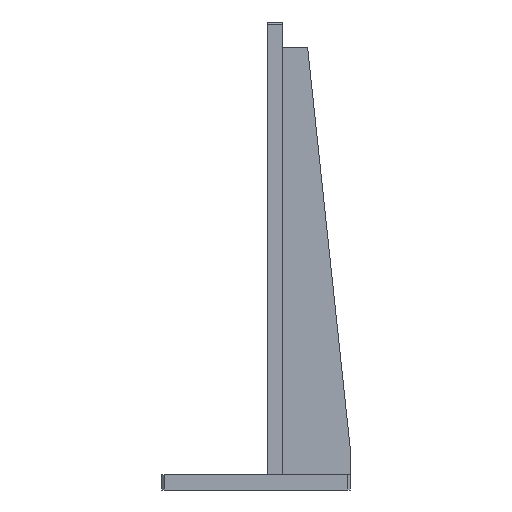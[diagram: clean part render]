
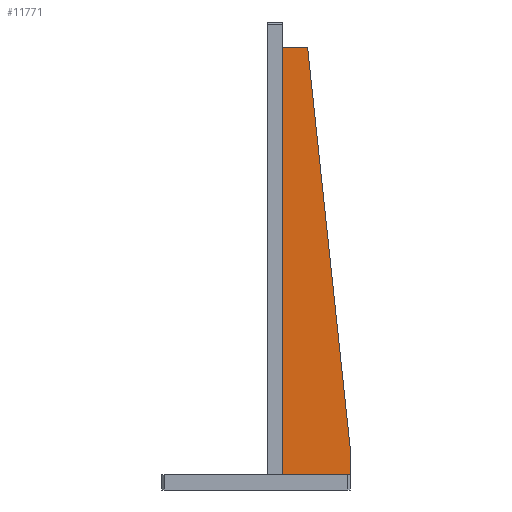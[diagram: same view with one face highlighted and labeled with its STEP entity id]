
A CAD part, left-side view. The second image highlights one B-rep face of the part: STEP entity #11771.
In plain terms, the highlighted planar face has unit normal (-1, 0, 0).
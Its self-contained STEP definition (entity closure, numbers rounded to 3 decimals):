
#515 = VECTOR ( 'NONE', #2123, 1000. ) ;
#950 = ORIENTED_EDGE ( 'NONE', *, *, #3183, .F. ) ;
#1238 = LINE ( 'NONE', #13643, #515 ) ;
#1536 = FACE_OUTER_BOUND ( 'NONE', #15049, .T. ) ;
#1546 = VERTEX_POINT ( 'NONE', #13618 ) ;
#1699 = EDGE_CURVE ( 'NONE', #10982, #14343, #1238, .T. ) ;
#1758 = VERTEX_POINT ( 'NONE', #11239 ) ;
#1786 = DIRECTION ( 'NONE',  ( 0., 1., 0. ) ) ;
#2123 = DIRECTION ( 'NONE',  ( 0., 1., 0. ) ) ;
#2185 = EDGE_CURVE ( 'NONE', #1758, #1546, #10672, .T. ) ;
#2634 = EDGE_CURVE ( 'NONE', #9088, #1758, #12832, .T. ) ;
#3069 = PLANE ( 'NONE',  #9482 ) ;
#3183 = EDGE_CURVE ( 'NONE', #14343, #9088, #12277, .T. ) ;
#4498 = CARTESIAN_POINT ( 'NONE',  ( -56., -66., -246. ) ) ;
#4778 = CARTESIAN_POINT ( 'NONE',  ( -56., -12., 74. ) ) ;
#5047 = VECTOR ( 'NONE', #10279, 1000. ) ;
#5523 = CARTESIAN_POINT ( 'NONE',  ( -56., -32., 74. ) ) ;
#5745 = CARTESIAN_POINT ( 'NONE',  ( -56., -12., -266. ) ) ;
#6319 = CARTESIAN_POINT ( 'NONE',  ( -56., -12., -266. ) ) ;
#6847 = DIRECTION ( 'NONE',  ( 0., -0.106, -0.994 ) ) ;
#7194 = DIRECTION ( 'NONE',  ( 0., -1., 0. ) ) ;
#7426 = VECTOR ( 'NONE', #7194, 1000. ) ;
#7648 = CARTESIAN_POINT ( 'NONE',  ( -56., -12., -266. ) ) ;
#8096 = ORIENTED_EDGE ( 'NONE', *, *, #10094, .F. ) ;
#8347 = CARTESIAN_POINT ( 'NONE',  ( -56., -66., -266. ) ) ;
#8687 = DIRECTION ( 'NONE',  ( 0., 0., 1. ) ) ;
#9088 = VERTEX_POINT ( 'NONE', #4778 ) ;
#9223 = ORIENTED_EDGE ( 'NONE', *, *, #2634, .F. ) ;
#9482 = AXIS2_PLACEMENT_3D ( 'NONE', #7648, #12367, #1786 ) ;
#9933 = VECTOR ( 'NONE', #6847, 1000. ) ;
#10094 = EDGE_CURVE ( 'NONE', #1546, #10982, #11908, .T. ) ;
#10279 = DIRECTION ( 'NONE',  ( 0., 0., -1. ) ) ;
#10672 = LINE ( 'NONE', #5523, #9933 ) ;
#10982 = VERTEX_POINT ( 'NONE', #8347 ) ;
#11239 = CARTESIAN_POINT ( 'NONE',  ( -56., -32., 74. ) ) ;
#11683 = ORIENTED_EDGE ( 'NONE', *, *, #2185, .F. ) ;
#11771 = ADVANCED_FACE ( 'NONE', ( #1536 ), #3069, .F. ) ;
#11908 = LINE ( 'NONE', #4498, #5047 ) ;
#12277 = LINE ( 'NONE', #6319, #14853 ) ;
#12367 = DIRECTION ( 'NONE',  ( 1., 0., 0. ) ) ;
#12832 = LINE ( 'NONE', #14185, #7426 ) ;
#12870 = ORIENTED_EDGE ( 'NONE', *, *, #1699, .F. ) ;
#13618 = CARTESIAN_POINT ( 'NONE',  ( -56., -66., -246. ) ) ;
#13643 = CARTESIAN_POINT ( 'NONE',  ( -56., -66., -266. ) ) ;
#14185 = CARTESIAN_POINT ( 'NONE',  ( -56., -12., 74. ) ) ;
#14343 = VERTEX_POINT ( 'NONE', #5745 ) ;
#14853 = VECTOR ( 'NONE', #8687, 1000. ) ;
#15049 = EDGE_LOOP ( 'NONE', ( #12870, #8096, #11683, #9223, #950 ) ) ;
